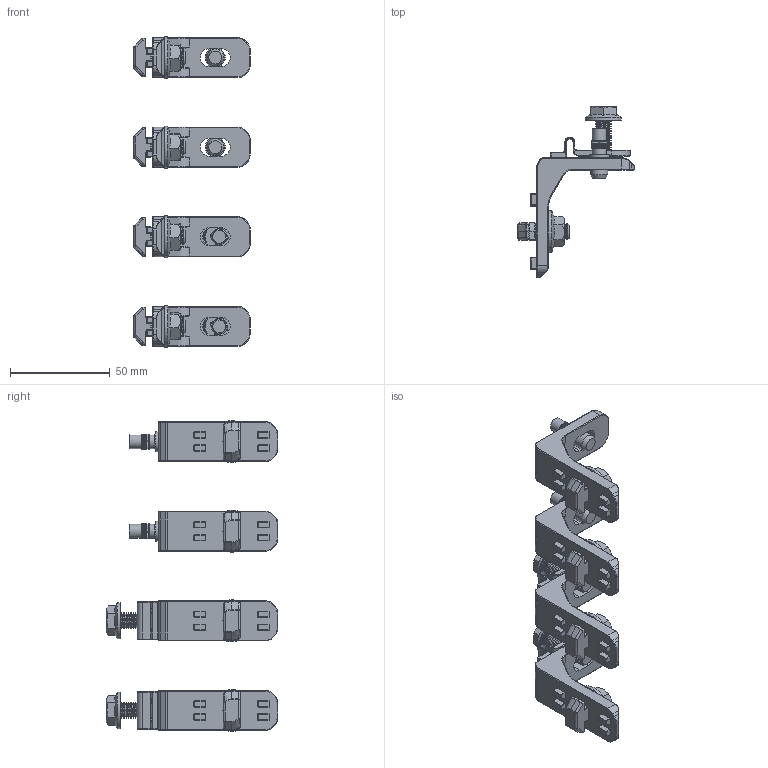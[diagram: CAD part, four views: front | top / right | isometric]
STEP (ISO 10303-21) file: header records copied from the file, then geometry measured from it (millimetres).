
FILE_DESCRIPTION(/* description */ (''),/* implementation_level */ '2;1');
FILE_NAME(/* name */ '13131_KriTec_Einhängewinkel_10_inkl._Befestigungssatz.stp',/* time_stamp */ '2014-05-12T10:20:43+02:00',/* author */ ('kostic'),/* organization */ (''),/* preprocessor_version */ 'ST-DEVELOPER v15.2',/* originating_system */ 'Autodesk Inventor 2014',/* authorisation */ '');
FILE_SCHEMA (('AUTOMOTIVE_DESIGN { 1 0 10303 214 3 1 1 }'));
Length unit declared in the file: millimetre
Products named in the file (9): 093WL201N10S04R01_093WL201N10S04R01; 093wl201n10s01-2_Standard; 340ME415_Ripp- B 158-M8x20 mit Gew.; 093156_093156; 093wl201n10s04r02; 093wl201n10s01-1_093wl201n10s01-1; 096hk1030m0820_096 hk 10 30 m08 20 mit Gew.; 340me154_Standard; 13131_KriTec_Einhängewinkel_10_inkl._Befestigungss
atz
Bounding box: 58.33 x 86 x 155.93 mm (x, y, z)
Volume: 69137.1 mm3; surface area: 43796.9 mm2
Topology: 20 solids, 20 shells, 2984 faces, 7578 edges, 4490 vertices
Faces by surface type: plane 1174, cylinder 1002, cone 300, torus 216, bspline 200, sphere 92
Full cylindrical faces by diameter (mm): 6.8 x4, 7 x4, 8 x60, 8.6 x2, 9 x4, 10 x2, 14 x2, 18.2 x2, 21 x4
Entity records: 41289 total; most frequent: CARTESIAN_POINT 11327, DIRECTION 6496, ORIENTED_EDGE 5978, EDGE_CURVE 2989, AXIS2_PLACEMENT_3D 2526, VERTEX_POINT 1845, EDGE_LOOP 1476, LINE 1444
